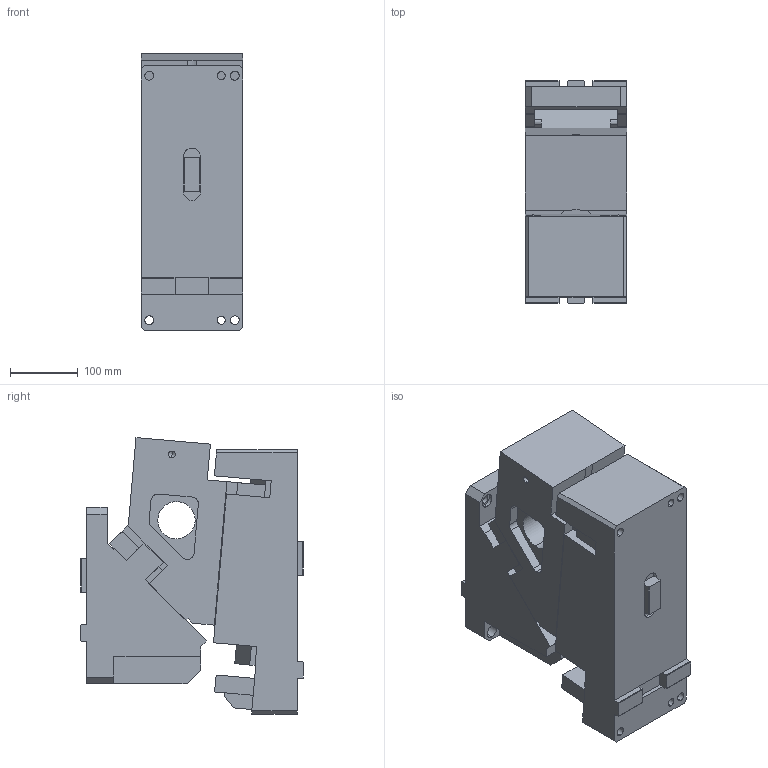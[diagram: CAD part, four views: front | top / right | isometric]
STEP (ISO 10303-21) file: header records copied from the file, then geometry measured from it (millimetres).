
FILE_DESCRIPTION(('CATIA V5 STEP Exchange'),'2;1');
FILE_NAME('CDCV_150_05_70.stp','2015-05-11T15:48:38+00:00',('none'),('none'),'CATIA Version 5 Release 19 SP 2 (IN-10)','CATIA V5 STEP AP203','none');
FILE_SCHEMA(('CONFIG_CONTROL_DESIGN'));
Length unit declared in the file: millimetre
Products named in the file (1): CDCV_150_05_70
Bounding box: 150 x 328 x 407.59 mm (x, y, z)
Volume: 13212831.3 mm3; surface area: 804468.1 mm2
Topology: 3 solids, 3 shells, 281 faces, 754 edges, 493 vertices
Faces by surface type: plane 197, cylinder 77, cone 6, extrusion 1
Entity records: 9770 total; most frequent: CARTESIAN_POINT 2955, ORIENTED_EDGE 1496, DIRECTION 1170, EDGE_CURVE 748, VECTOR 588, LINE 587, VERTEX_POINT 493, AXIS2_PLACEMENT_3D 336
